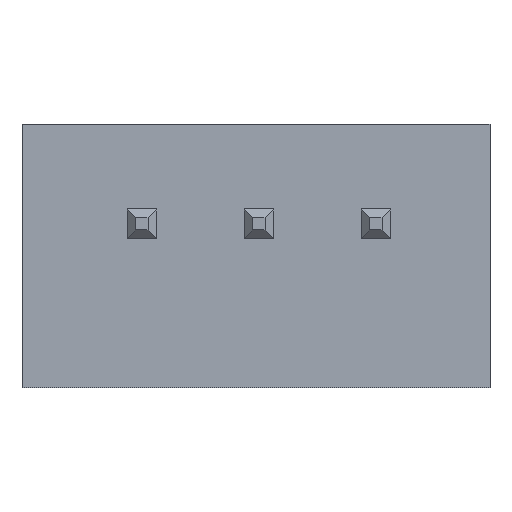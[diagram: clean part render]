
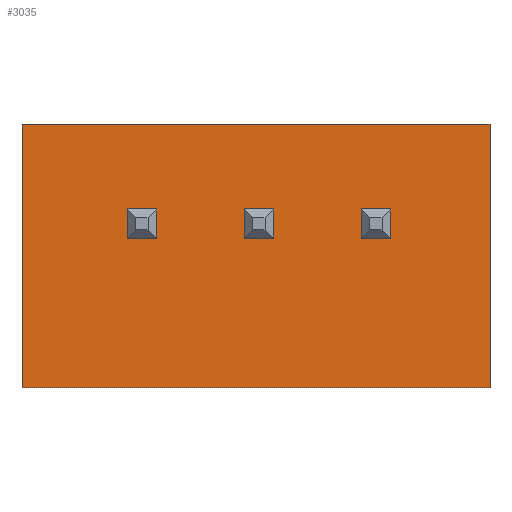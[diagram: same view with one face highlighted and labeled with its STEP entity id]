
A CAD part, front view. The second image highlights one B-rep face of the part: STEP entity #3035.
In plain terms, the highlighted planar face has unit normal (0, -1, 0).
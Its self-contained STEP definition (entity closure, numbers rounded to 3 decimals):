
#47 = VERTEX_POINT ( 'NONE', #2555 ) ;
#70 = DIRECTION ( 'NONE',  ( -1., 0., 0. ) ) ;
#75 = EDGE_CURVE ( 'NONE', #182, #2105, #190, .T. ) ;
#82 = CARTESIAN_POINT ( 'NONE',  ( 2.304, 0., -2.25 ) ) ;
#97 = VECTOR ( 'NONE', #1047, 1000. ) ;
#106 = VERTEX_POINT ( 'NONE', #2803 ) ;
#109 = CARTESIAN_POINT ( 'NONE',  ( 4., 0., 0.804 ) ) ;
#127 = ORIENTED_EDGE ( 'NONE', *, *, #1293, .F. ) ;
#132 = VECTOR ( 'NONE', #1813, 1000. ) ;
#170 = CARTESIAN_POINT ( 'NONE',  ( 4., 0., -2.25 ) ) ;
#182 = VERTEX_POINT ( 'NONE', #1414 ) ;
#190 = LINE ( 'NONE', #3049, #2843 ) ;
#206 = VECTOR ( 'NONE', #2807, 1000. ) ;
#216 = LINE ( 'NONE', #1320, #132 ) ;
#262 = CARTESIAN_POINT ( 'NONE',  ( -1.696, 0., 0.296 ) ) ;
#269 = FACE_BOUND ( 'NONE', #1268, .T. ) ;
#288 = ORIENTED_EDGE ( 'NONE', *, *, #2762, .T. ) ;
#302 = LINE ( 'NONE', #2892, #1595 ) ;
#341 = VECTOR ( 'NONE', #2131, 1000. ) ;
#359 = ORIENTED_EDGE ( 'NONE', *, *, #2720, .F. ) ;
#411 = DIRECTION ( 'NONE',  ( -1., 0., 0. ) ) ;
#430 = CARTESIAN_POINT ( 'NONE',  ( -0.204, 0., -2.25 ) ) ;
#495 = VECTOR ( 'NONE', #1319, 1000. ) ;
#533 = VERTEX_POINT ( 'NONE', #262 ) ;
#534 = DIRECTION ( 'NONE',  ( 0., 0., -1. ) ) ;
#546 = EDGE_CURVE ( 'NONE', #1833, #533, #2375, .T. ) ;
#565 = DIRECTION ( 'NONE',  ( 0., 0., 1. ) ) ;
#577 = ORIENTED_EDGE ( 'NONE', *, *, #667, .T. ) ;
#599 = CARTESIAN_POINT ( 'NONE',  ( -2.204, 0., 0.804 ) ) ;
#601 = VECTOR ( 'NONE', #411, 1000. ) ;
#612 = EDGE_LOOP ( 'NONE', ( #2783, #577, #972, #823 ) ) ;
#615 = ORIENTED_EDGE ( 'NONE', *, *, #648, .T. ) ;
#622 = LINE ( 'NONE', #1041, #1264 ) ;
#632 = CARTESIAN_POINT ( 'NONE',  ( -2.204, 0., -2.25 ) ) ;
#648 = EDGE_CURVE ( 'NONE', #2493, #1833, #622, .T. ) ;
#667 = EDGE_CURVE ( 'NONE', #1881, #2118, #3057, .T. ) ;
#737 = VERTEX_POINT ( 'NONE', #2185 ) ;
#764 = AXIS2_PLACEMENT_3D ( 'NONE', #1992, #2702, #534 ) ;
#823 = ORIENTED_EDGE ( 'NONE', *, *, #1152, .T. ) ;
#835 = CARTESIAN_POINT ( 'NONE',  ( 2.304, 0., 0.296 ) ) ;
#888 = VECTOR ( 'NONE', #2342, 1000. ) ;
#921 = VECTOR ( 'NONE', #1692, 1000. ) ;
#972 = ORIENTED_EDGE ( 'NONE', *, *, #2458, .T. ) ;
#1004 = VECTOR ( 'NONE', #2297, 1000. ) ;
#1036 = EDGE_CURVE ( 'NONE', #2696, #106, #1648, .T. ) ;
#1039 = LINE ( 'NONE', #1525, #2324 ) ;
#1041 = CARTESIAN_POINT ( 'NONE',  ( 4., 0., 0.804 ) ) ;
#1047 = DIRECTION ( 'NONE',  ( 1., 0., 0. ) ) ;
#1065 = CARTESIAN_POINT ( 'NONE',  ( -1.696, 0., 0.804 ) ) ;
#1100 = EDGE_CURVE ( 'NONE', #2462, #1881, #1039, .T. ) ;
#1111 = CARTESIAN_POINT ( 'NONE',  ( 4., 0., -2.25 ) ) ;
#1146 = LINE ( 'NONE', #109, #495 ) ;
#1152 = EDGE_CURVE ( 'NONE', #2541, #2462, #2582, .T. ) ;
#1235 = EDGE_LOOP ( 'NONE', ( #127, #2527, #2986, #359 ) ) ;
#1260 = ORIENTED_EDGE ( 'NONE', *, *, #75, .T. ) ;
#1264 = VECTOR ( 'NONE', #2492, 1000. ) ;
#1268 = EDGE_LOOP ( 'NONE', ( #2007, #2394, #615, #2334 ) ) ;
#1293 = EDGE_CURVE ( 'NONE', #47, #737, #2474, .T. ) ;
#1319 = DIRECTION ( 'NONE',  ( 1., 0., 0. ) ) ;
#1320 = CARTESIAN_POINT ( 'NONE',  ( 4., 0., 0.804 ) ) ;
#1345 = DIRECTION ( 'NONE',  ( 0., 0., -1. ) ) ;
#1393 = LINE ( 'NONE', #2254, #97 ) ;
#1405 = CARTESIAN_POINT ( 'NONE',  ( 1.796, 0., 0.804 ) ) ;
#1414 = CARTESIAN_POINT ( 'NONE',  ( 0.304, 0., 0.804 ) ) ;
#1425 = CARTESIAN_POINT ( 'NONE',  ( -0.204, 0., 0.804 ) ) ;
#1444 = DIRECTION ( 'NONE',  ( -1., 0., 0. ) ) ;
#1525 = CARTESIAN_POINT ( 'NONE',  ( 4., 0., 0.296 ) ) ;
#1528 = CARTESIAN_POINT ( 'NONE',  ( 1.796, 0., -2.25 ) ) ;
#1530 = LINE ( 'NONE', #632, #888 ) ;
#1595 = VECTOR ( 'NONE', #1444, 1000. ) ;
#1597 = CARTESIAN_POINT ( 'NONE',  ( 2.304, 0., 0.804 ) ) ;
#1638 = EDGE_LOOP ( 'NONE', ( #2085, #288, #2667, #1260 ) ) ;
#1648 = LINE ( 'NONE', #2057, #1004 ) ;
#1692 = DIRECTION ( 'NONE',  ( -1., 0., 0. ) ) ;
#1739 = VECTOR ( 'NONE', #2200, 1000. ) ;
#1809 = EDGE_CURVE ( 'NONE', #106, #47, #1393, .T. ) ;
#1813 = DIRECTION ( 'NONE',  ( 1., 0., 0. ) ) ;
#1833 = VERTEX_POINT ( 'NONE', #1065 ) ;
#1874 = EDGE_CURVE ( 'NONE', #2186, #182, #216, .T. ) ;
#1881 = VERTEX_POINT ( 'NONE', #2054 ) ;
#1953 = VECTOR ( 'NONE', #2022, 1000. ) ;
#1959 = CARTESIAN_POINT ( 'NONE',  ( -1.696, 0., -2.25 ) ) ;
#1992 = CARTESIAN_POINT ( 'NONE',  ( 4., 0., -2.25 ) ) ;
#2007 = ORIENTED_EDGE ( 'NONE', *, *, #2289, .T. ) ;
#2009 = EDGE_CURVE ( 'NONE', #2370, #2493, #1530, .T. ) ;
#2022 = DIRECTION ( 'NONE',  ( 0., 0., -1. ) ) ;
#2054 = CARTESIAN_POINT ( 'NONE',  ( 1.796, 0., 0.296 ) ) ;
#2057 = CARTESIAN_POINT ( 'NONE',  ( -4., 0., -2.25 ) ) ;
#2085 = ORIENTED_EDGE ( 'NONE', *, *, #2822, .T. ) ;
#2105 = VERTEX_POINT ( 'NONE', #2857 ) ;
#2118 = VERTEX_POINT ( 'NONE', #1405 ) ;
#2126 = FACE_OUTER_BOUND ( 'NONE', #1235, .T. ) ;
#2131 = DIRECTION ( 'NONE',  ( 0., 0., 1. ) ) ;
#2185 = CARTESIAN_POINT ( 'NONE',  ( 4., 0., -2.25 ) ) ;
#2186 = VERTEX_POINT ( 'NONE', #1425 ) ;
#2188 = CARTESIAN_POINT ( 'NONE',  ( 4., 0., 0.296 ) ) ;
#2200 = DIRECTION ( 'NONE',  ( 0., 0., -1. ) ) ;
#2202 = FACE_BOUND ( 'NONE', #1638, .T. ) ;
#2203 = LINE ( 'NONE', #430, #341 ) ;
#2254 = CARTESIAN_POINT ( 'NONE',  ( 4., 0., 2.25 ) ) ;
#2271 = VERTEX_POINT ( 'NONE', #2399 ) ;
#2289 = EDGE_CURVE ( 'NONE', #533, #2370, #2778, .T. ) ;
#2297 = DIRECTION ( 'NONE',  ( 0., 0., 1. ) ) ;
#2324 = VECTOR ( 'NONE', #70, 1000. ) ;
#2334 = ORIENTED_EDGE ( 'NONE', *, *, #546, .T. ) ;
#2342 = DIRECTION ( 'NONE',  ( 0., 0., 1. ) ) ;
#2370 = VERTEX_POINT ( 'NONE', #2500 ) ;
#2375 = LINE ( 'NONE', #1959, #1739 ) ;
#2394 = ORIENTED_EDGE ( 'NONE', *, *, #2009, .T. ) ;
#2399 = CARTESIAN_POINT ( 'NONE',  ( -0.204, 0., 0.296 ) ) ;
#2410 = VECTOR ( 'NONE', #565, 1000. ) ;
#2458 = EDGE_CURVE ( 'NONE', #2118, #2541, #1146, .T. ) ;
#2462 = VERTEX_POINT ( 'NONE', #835 ) ;
#2467 = PLANE ( 'NONE',  #764 ) ;
#2474 = LINE ( 'NONE', #1111, #206 ) ;
#2492 = DIRECTION ( 'NONE',  ( 1., 0., 0. ) ) ;
#2493 = VERTEX_POINT ( 'NONE', #599 ) ;
#2500 = CARTESIAN_POINT ( 'NONE',  ( -2.204, 0., 0.296 ) ) ;
#2527 = ORIENTED_EDGE ( 'NONE', *, *, #1809, .F. ) ;
#2541 = VERTEX_POINT ( 'NONE', #1597 ) ;
#2555 = CARTESIAN_POINT ( 'NONE',  ( 4., 0., 2.25 ) ) ;
#2582 = LINE ( 'NONE', #82, #1953 ) ;
#2667 = ORIENTED_EDGE ( 'NONE', *, *, #1874, .T. ) ;
#2674 = LINE ( 'NONE', #170, #601 ) ;
#2696 = VERTEX_POINT ( 'NONE', #3080 ) ;
#2702 = DIRECTION ( 'NONE',  ( 0., -1., 0. ) ) ;
#2720 = EDGE_CURVE ( 'NONE', #737, #2696, #2674, .T. ) ;
#2762 = EDGE_CURVE ( 'NONE', #2271, #2186, #2203, .T. ) ;
#2769 = FACE_BOUND ( 'NONE', #612, .T. ) ;
#2778 = LINE ( 'NONE', #2188, #921 ) ;
#2783 = ORIENTED_EDGE ( 'NONE', *, *, #1100, .T. ) ;
#2803 = CARTESIAN_POINT ( 'NONE',  ( -4., 0., 2.25 ) ) ;
#2807 = DIRECTION ( 'NONE',  ( 0., 0., -1. ) ) ;
#2822 = EDGE_CURVE ( 'NONE', #2105, #2271, #302, .T. ) ;
#2843 = VECTOR ( 'NONE', #1345, 1000. ) ;
#2857 = CARTESIAN_POINT ( 'NONE',  ( 0.304, 0., 0.296 ) ) ;
#2892 = CARTESIAN_POINT ( 'NONE',  ( 4., 0., 0.296 ) ) ;
#2986 = ORIENTED_EDGE ( 'NONE', *, *, #1036, .F. ) ;
#3035 = ADVANCED_FACE ( 'NONE', ( #2202, #2126, #2769, #269 ), #2467, .T. ) ;
#3049 = CARTESIAN_POINT ( 'NONE',  ( 0.304, 0., -2.25 ) ) ;
#3057 = LINE ( 'NONE', #1528, #2410 ) ;
#3080 = CARTESIAN_POINT ( 'NONE',  ( -4., 0., -2.25 ) ) ;
